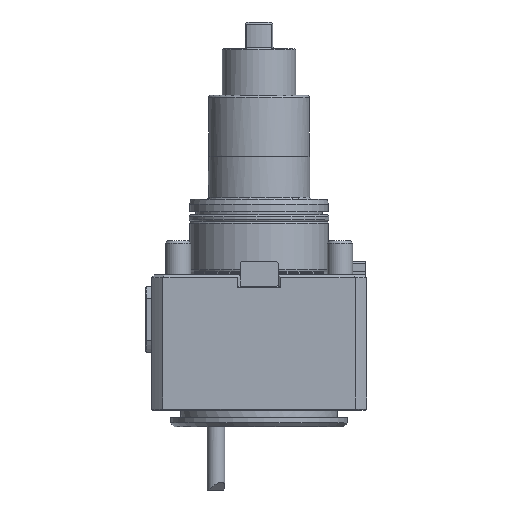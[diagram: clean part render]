
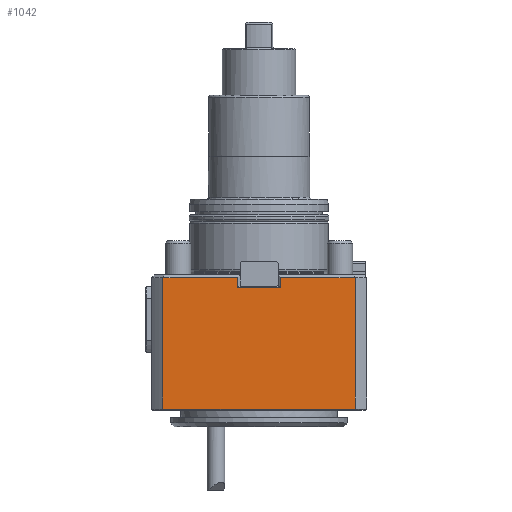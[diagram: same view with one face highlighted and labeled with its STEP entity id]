
A CAD part, front view. The second image highlights one B-rep face of the part: STEP entity #1042.
In plain terms, the highlighted planar face has unit normal (0, -1, 0).
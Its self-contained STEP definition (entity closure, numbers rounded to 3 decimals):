
#132=LINE('',#6071,#447);
#143=LINE('',#6116,#458);
#163=LINE('',#6160,#478);
#164=LINE('',#6163,#479);
#165=LINE('',#6165,#480);
#166=LINE('',#6166,#481);
#167=LINE('',#6167,#482);
#168=LINE('',#6169,#483);
#447=VECTOR('',#4632,1.);
#458=VECTOR('',#4673,1.);
#478=VECTOR('',#4709,1.);
#479=VECTOR('',#4710,1.);
#480=VECTOR('',#4711,1.);
#481=VECTOR('',#4712,1.);
#482=VECTOR('',#4713,1.);
#483=VECTOR('',#4714,1.);
#1042=ADVANCED_FACE('',(#1392),#1246,.T.);
#1246=PLANE('',#4161);
#1392=FACE_OUTER_BOUND('',#1561,.T.);
#1561=EDGE_LOOP('',(#2011,#2012,#2013,#2014,#2015,#2016,#2017,#2018));
#2011=ORIENTED_EDGE('',*,*,#3459,.T.);
#2012=ORIENTED_EDGE('',*,*,#3460,.T.);
#2013=ORIENTED_EDGE('',*,*,#3461,.T.);
#2014=ORIENTED_EDGE('',*,*,#3414,.F.);
#2015=ORIENTED_EDGE('',*,*,#3462,.T.);
#2016=ORIENTED_EDGE('',*,*,#3436,.F.);
#2017=ORIENTED_EDGE('',*,*,#3463,.T.);
#2018=ORIENTED_EDGE('',*,*,#3464,.T.);
#3006=VERTEX_POINT('',#6070);
#3007=VERTEX_POINT('',#6072);
#3026=VERTEX_POINT('',#6117);
#3027=VERTEX_POINT('',#6118);
#3042=VERTEX_POINT('',#6161);
#3043=VERTEX_POINT('',#6162);
#3044=VERTEX_POINT('',#6164);
#3045=VERTEX_POINT('',#6168);
#3414=EDGE_CURVE('',#3006,#3007,#132,.T.);
#3436=EDGE_CURVE('',#3026,#3027,#143,.T.);
#3459=EDGE_CURVE('',#3042,#3043,#163,.T.);
#3460=EDGE_CURVE('',#3043,#3044,#164,.T.);
#3461=EDGE_CURVE('',#3044,#3007,#165,.T.);
#3462=EDGE_CURVE('',#3006,#3027,#166,.T.);
#3463=EDGE_CURVE('',#3026,#3045,#167,.T.);
#3464=EDGE_CURVE('',#3045,#3042,#168,.T.);
#4161=AXIS2_PLACEMENT_3D('',#6170,#4715,#4716);
#4632=DIRECTION('',(0.,0.,1.));
#4673=DIRECTION('',(0.,0.,-1.));
#4709=DIRECTION('',(-1.,0.,0.));
#4710=DIRECTION('',(0.,0.,1.));
#4711=DIRECTION('',(-1.,0.,0.));
#4712=DIRECTION('',(1.,0.,0.));
#4713=DIRECTION('',(-1.,0.,0.));
#4714=DIRECTION('',(0.,0.,-1.));
#4715=DIRECTION('',(0.,-1.,0.));
#4716=DIRECTION('',(-1.,0.,0.));
#6070=CARTESIAN_POINT('',(-37.984,-42.5,-53.));
#6071=CARTESIAN_POINT('',(-37.984,-42.5,-60.));
#6072=CARTESIAN_POINT('',(-37.984,-42.5,-1.));
#6116=CARTESIAN_POINT('',(37.984,-42.5,-60.));
#6117=CARTESIAN_POINT('',(37.984,-42.5,-1.));
#6118=CARTESIAN_POINT('',(37.984,-42.5,-53.));
#6160=CARTESIAN_POINT('',(-42.5,-42.5,-5.));
#6161=CARTESIAN_POINT('',(8.5,-42.5,-5.));
#6162=CARTESIAN_POINT('',(-8.5,-42.5,-5.));
#6163=CARTESIAN_POINT('',(-8.5,-42.5,0.));
#6164=CARTESIAN_POINT('',(-8.5,-42.5,-1.));
#6165=CARTESIAN_POINT('',(-42.5,-42.5,-1.));
#6166=CARTESIAN_POINT('',(-42.5,-42.5,-53.));
#6167=CARTESIAN_POINT('',(-42.5,-42.5,-1.));
#6168=CARTESIAN_POINT('',(8.5,-42.5,-1.));
#6169=CARTESIAN_POINT('',(8.5,-42.5,-4.5));
#6170=CARTESIAN_POINT('',(-42.5,-42.5,-203.696));
